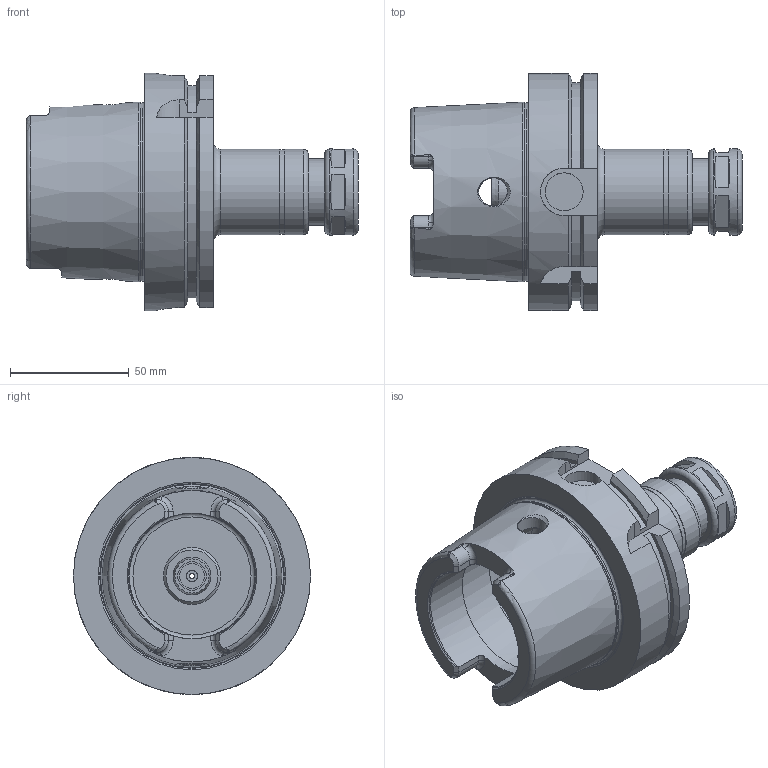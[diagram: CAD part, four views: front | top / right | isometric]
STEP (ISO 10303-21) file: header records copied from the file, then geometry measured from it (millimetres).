
FILE_DESCRIPTION((''),'2;1');
FILE_NAME('536077116090-3D.stp','2020-01-08T17:04:20',('nttooll'),(''),'Autodesk Inventor 2012','Autodesk Inventor 2012','');
FILE_SCHEMA(('AUTOMOTIVE_DESIGN { 1 0 10303 214 1 1 1 1 }'));
Length unit declared in the file: millimetre
Products named in the file (1): 536077116090-3D
Bounding box: 140 x 100 x 100 mm (x, y, z)
Volume: 303143.7 mm3; surface area: 64486.1 mm2
Topology: 1 solids, 1 shells, 184 faces, 419 edges, 265 vertices
Faces by surface type: plane 82, cylinder 54, cone 30, torus 18
Full cylindrical faces by diameter (mm): 2 x1, 4.5 x1, 5 x1, 10.5 x1, 12 x3, 12.8 x1, 13.319 x1, 15.3 x1, 15.8 x1, 16 x2, 17 x2, 17.5 x2, 20 x1, 22.1 x1, 24 x1, 24.5 x1, 28 x2, 35.6 x1, 36 x2, 36.3 x1, 53 x1, 53.8 x1, 63 x1, 75.3 x1, 100 x1
Entity records: 5155 total; most frequent: CARTESIAN_POINT 1250, DIRECTION 839, ORIENTED_EDGE 700, AXIS2_PLACEMENT_3D 358, EDGE_CURVE 350, EDGE_LOOP 275, VERTEX_POINT 253, FACE_OUTER_BOUND 184
